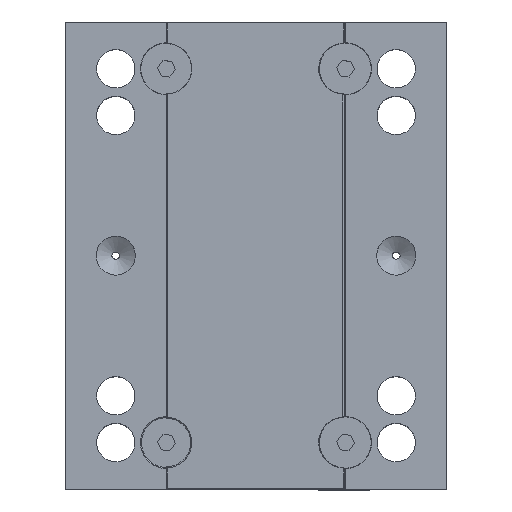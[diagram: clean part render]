
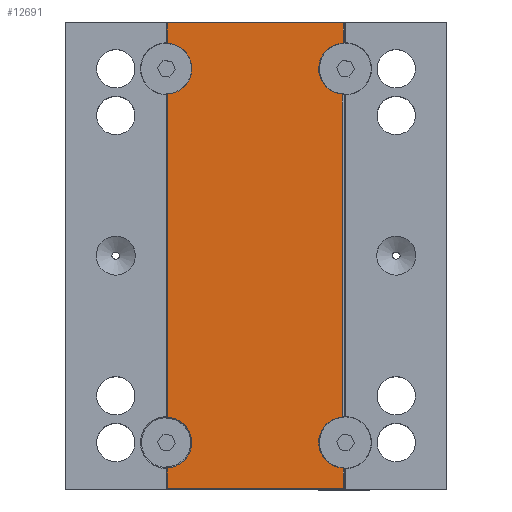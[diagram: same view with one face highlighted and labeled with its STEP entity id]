
A CAD part, top view. The second image highlights one B-rep face of the part: STEP entity #12691.
In plain terms, the highlighted planar face has unit normal (0, 0, 1).
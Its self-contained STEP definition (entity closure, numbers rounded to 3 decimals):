
#372=CIRCLE('',#13247,3.25);
#373=CIRCLE('',#13248,3.25);
#374=CIRCLE('',#13249,3.25);
#375=CIRCLE('',#13250,3.25);
#752=ORIENTED_EDGE('',*,*,#3454,.T.);
#753=ORIENTED_EDGE('',*,*,#3455,.T.);
#754=ORIENTED_EDGE('',*,*,#3456,.T.);
#755=ORIENTED_EDGE('',*,*,#3457,.T.);
#756=ORIENTED_EDGE('',*,*,#3458,.T.);
#757=ORIENTED_EDGE('',*,*,#3459,.T.);
#758=ORIENTED_EDGE('',*,*,#3460,.T.);
#759=ORIENTED_EDGE('',*,*,#3461,.T.);
#760=ORIENTED_EDGE('',*,*,#3462,.T.);
#761=ORIENTED_EDGE('',*,*,#3463,.T.);
#762=ORIENTED_EDGE('',*,*,#3464,.T.);
#763=ORIENTED_EDGE('',*,*,#3465,.T.);
#3454=EDGE_CURVE('',#4798,#4799,#372,.F.);
#3455=EDGE_CURVE('',#4799,#4800,#5662,.T.);
#3456=EDGE_CURVE('',#4800,#4801,#373,.F.);
#3457=EDGE_CURVE('',#4801,#4802,#5663,.T.);
#3458=EDGE_CURVE('',#4802,#4803,#5664,.T.);
#3459=EDGE_CURVE('',#4803,#4804,#5665,.F.);
#3460=EDGE_CURVE('',#4804,#4805,#374,.F.);
#3461=EDGE_CURVE('',#4805,#4806,#5666,.F.);
#3462=EDGE_CURVE('',#4806,#4807,#375,.F.);
#3463=EDGE_CURVE('',#4807,#4808,#5667,.F.);
#3464=EDGE_CURVE('',#4808,#4809,#5668,.F.);
#3465=EDGE_CURVE('',#4809,#4798,#5669,.T.);
#4798=VERTEX_POINT('',#16630);
#4799=VERTEX_POINT('',#16631);
#4800=VERTEX_POINT('',#16633);
#4801=VERTEX_POINT('',#16635);
#4802=VERTEX_POINT('',#16637);
#4803=VERTEX_POINT('',#16639);
#4804=VERTEX_POINT('',#16641);
#4805=VERTEX_POINT('',#16643);
#4806=VERTEX_POINT('',#16645);
#4807=VERTEX_POINT('',#16647);
#4808=VERTEX_POINT('',#16649);
#4809=VERTEX_POINT('',#16651);
#5662=LINE('',#16632,#6676);
#5663=LINE('',#16636,#6677);
#5664=LINE('',#16638,#6678);
#5665=LINE('',#16640,#6679);
#5666=LINE('',#16644,#6680);
#5667=LINE('',#16648,#6681);
#5668=LINE('',#16650,#6682);
#5669=LINE('',#16652,#6683);
#6676=VECTOR('',#14067,1000.);
#6677=VECTOR('',#14070,1000.);
#6678=VECTOR('',#14071,1000.);
#6679=VECTOR('',#14072,1000.);
#6680=VECTOR('',#14075,1000.);
#6681=VECTOR('',#14078,1000.);
#6682=VECTOR('',#14079,1000.);
#6683=VECTOR('',#14080,1000.);
#7654=EDGE_LOOP('',(#752,#753,#754,#755,#756,#757,#758,#759,#760,#761,#762,
#763));
#8238=FACE_BOUND('',#7654,.T.);
#8794=PLANE('',#13246);
#12691=ADVANCED_FACE('',(#8238),#8794,.T.);
#13246=AXIS2_PLACEMENT_3D('',#16628,#14063,#14064);
#13247=AXIS2_PLACEMENT_3D('',#16629,#14065,#14066);
#13248=AXIS2_PLACEMENT_3D('',#16634,#14068,#14069);
#13249=AXIS2_PLACEMENT_3D('',#16642,#14073,#14074);
#13250=AXIS2_PLACEMENT_3D('',#16646,#14076,#14077);
#14063=DIRECTION('',(0.,0.,1.));
#14064=DIRECTION('',(0.,1.,0.));
#14065=DIRECTION('',(0.,0.,1.));
#14066=DIRECTION('',(0.,1.,0.));
#14067=DIRECTION('',(0.,-1.,0.));
#14068=DIRECTION('',(0.,0.,1.));
#14069=DIRECTION('',(0.,1.,0.));
#14070=DIRECTION('',(0.,-1.,0.));
#14071=DIRECTION('',(1.,0.,0.));
#14072=DIRECTION('',(0.,-1.,0.));
#14073=DIRECTION('',(0.,0.,1.));
#14074=DIRECTION('',(0.,1.,0.));
#14075=DIRECTION('',(0.,-1.,0.));
#14076=DIRECTION('',(0.,0.,1.));
#14077=DIRECTION('',(0.,1.,0.));
#14078=DIRECTION('',(0.,-1.,0.));
#14079=DIRECTION('',(1.,0.,0.));
#14080=DIRECTION('',(0.,-1.,0.));
#16628=CARTESIAN_POINT('',(-24.6,60.,37.));
#16629=CARTESIAN_POINT('',(-11.5,54.,37.));
#16630=CARTESIAN_POINT('',(-11.4,57.248,37.));
#16631=CARTESIAN_POINT('',(-11.4,50.752,37.));
#16632=CARTESIAN_POINT('',(-11.4,9.05,37.));
#16633=CARTESIAN_POINT('',(-11.4,9.248,37.));
#16634=CARTESIAN_POINT('',(-11.5,6.,37.));
#16635=CARTESIAN_POINT('',(-11.4,2.752,37.));
#16636=CARTESIAN_POINT('',(-11.4,0.,37.));
#16637=CARTESIAN_POINT('',(-11.4,0.1,37.));
#16638=CARTESIAN_POINT('',(11.4,0.1,37.));
#16639=CARTESIAN_POINT('',(11.2,0.1,37.));
#16640=CARTESIAN_POINT('',(11.2,60.,37.));
#16641=CARTESIAN_POINT('',(11.2,2.752,37.));
#16642=CARTESIAN_POINT('',(11.3,6.,37.));
#16643=CARTESIAN_POINT('',(11.1,9.244,37.));
#16644=CARTESIAN_POINT('',(11.1,60.,37.));
#16645=CARTESIAN_POINT('',(11.1,50.756,37.));
#16646=CARTESIAN_POINT('',(11.3,54.,37.));
#16647=CARTESIAN_POINT('',(11.2,57.248,37.));
#16648=CARTESIAN_POINT('',(11.2,60.,37.));
#16649=CARTESIAN_POINT('',(11.2,59.9,37.));
#16650=CARTESIAN_POINT('',(-11.6,59.9,37.));
#16651=CARTESIAN_POINT('',(-11.4,59.9,37.));
#16652=CARTESIAN_POINT('',(-11.4,57.05,37.));
